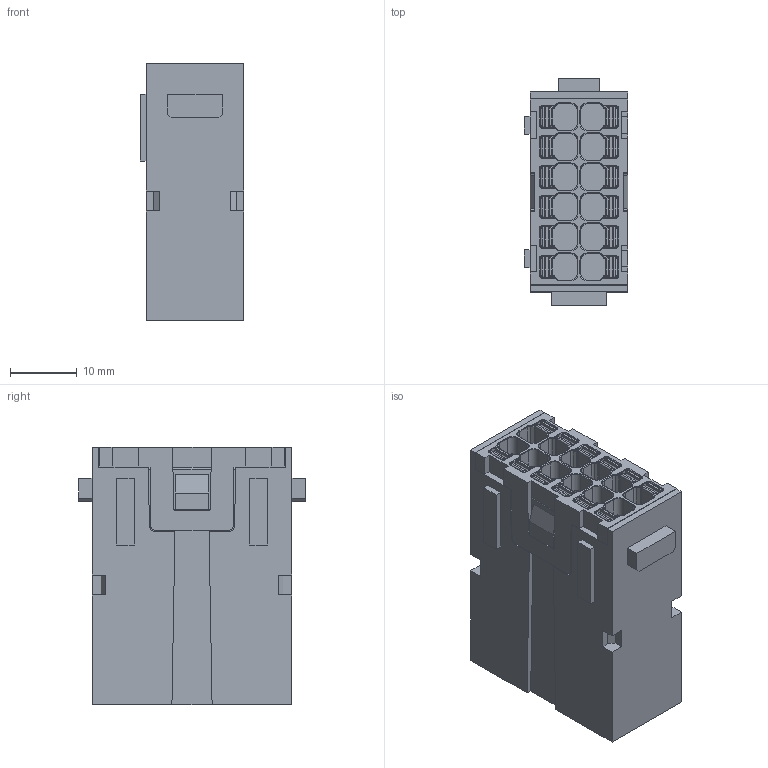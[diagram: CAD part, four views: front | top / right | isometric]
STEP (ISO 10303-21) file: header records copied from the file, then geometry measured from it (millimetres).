
FILE_DESCRIPTION(('Creo Elements/Direct Modeling STEP Export'),'2;1');
FILE_NAME('37jbk2e5pr431lb4636','2023-03-22T 8:12:13',(''),(''),'Creo Elements/Direct Modeling STEP processor for AP214 (Solid Model)','Creo Elements/Direct Modeling 20.1B 02-Apr-2019 (C) Parametric Technology GmbH','');
FILE_SCHEMA(('AUTOMOTIVE_DESIGN { 1 0 10303 214 1 1 1 1 }'));
Products named in the file (2): CX 12 DYM
Assembly tree (1 placements, depth 2):
  CX 12 DYM
    CX 12 DYM
Bounding box: 15.6 x 34 x 38.7 mm (x, y, z)
Volume: 12309 mm3; surface area: 8636.6 mm2
Topology: 1 solids, 1 shells, 1590 faces, 4247 edges, 2640 vertices
Faces by surface type: plane 858, cylinder 471, torus 150, cone 54, sphere 52, bspline 5
Entity records: 61013 total; most frequent: CARTESIAN_POINT 9175, ORIENTED_EDGE 8392, DIRECTION 8097, EDGE_CURVE 4194, VECTOR 2905, LINE 2905, VERTEX_POINT 2640, AXIS2_PLACEMENT_3D 2596
